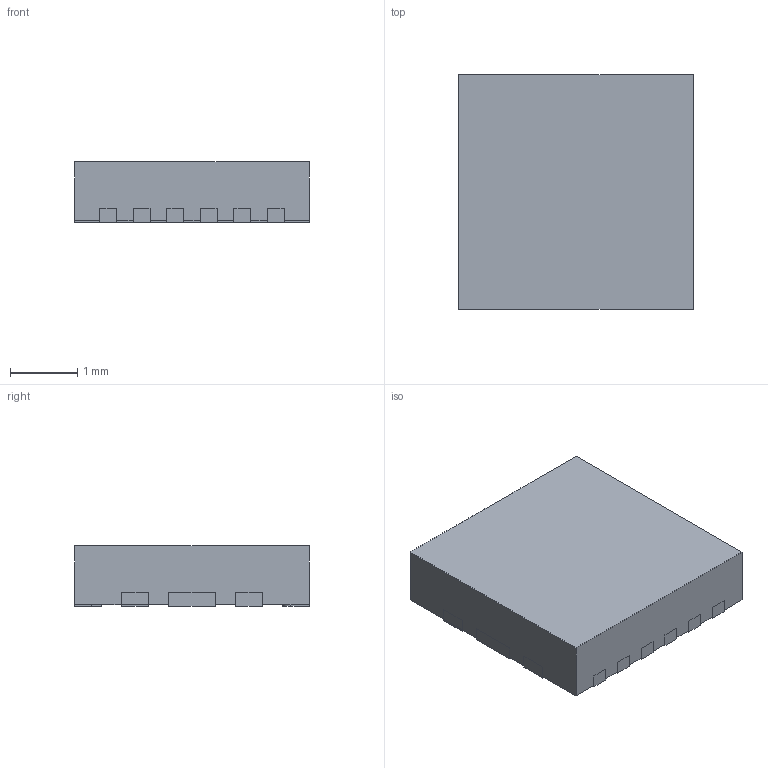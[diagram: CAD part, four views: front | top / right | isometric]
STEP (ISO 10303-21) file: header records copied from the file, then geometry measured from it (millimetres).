
FILE_DESCRIPTION(('STEP AP214'),'1');
FILE_NAME('TPS54020_3d_new.stp','2018-04-19T23:56:01',(''),(''),'Spatial InterOp 3D',' ',' ');
FILE_SCHEMA(('AUTOMOTIVE_DESIGN { 1 0 10303 214 1 1 1 1 }'));
Length unit declared in the file: inch
Products named in the file (1): 1
Bounding box: 3.5 x 3.5 x 0.9 mm (x, y, z)
Volume: 10.9 mm3; surface area: 61.5 mm2
Topology: 16 solids, 16 shells, 182 faces, 528 edges, 456 vertices
Faces by surface type: plane 138, cylinder 44
Entity records: 8320 total; most frequent: DIRECTION 1037, CARTESIAN_POINT 1027, ORIENTED_EDGE 900, EDGE_CURVE 450, LINE 417, VECTOR 417, STYLED_ITEM 342, PRESENTATION_STYLE_ASSIGNMENT 342
